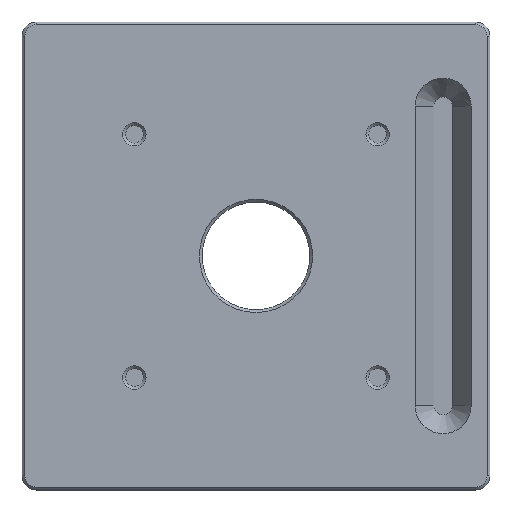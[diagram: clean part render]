
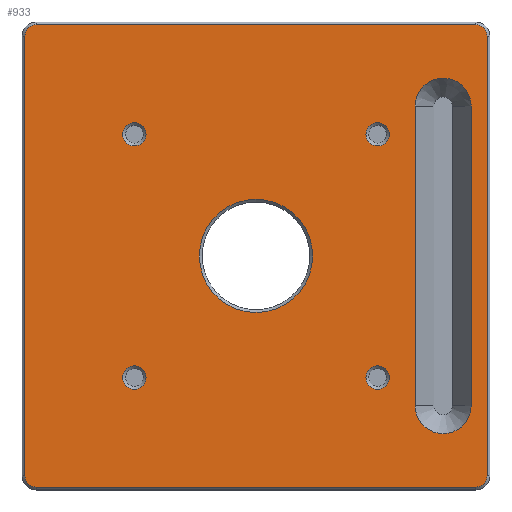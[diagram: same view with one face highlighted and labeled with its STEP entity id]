
A CAD part, top view. The second image highlights one B-rep face of the part: STEP entity #933.
In plain terms, the highlighted planar face has unit normal (0, 0, 1).
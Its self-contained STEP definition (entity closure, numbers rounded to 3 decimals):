
#48=FACE_BOUND('',#252,.T.);
#49=FACE_BOUND('',#253,.T.);
#50=FACE_BOUND('',#254,.T.);
#51=FACE_BOUND('',#255,.T.);
#52=FACE_BOUND('',#256,.T.);
#53=FACE_BOUND('',#257,.T.);
#54=CIRCLE('',#977,3.);
#56=CIRCLE('',#980,3.);
#94=CIRCLE('',#1054,1.25);
#96=CIRCLE('',#1057,1.2);
#97=CIRCLE('',#1058,1.2);
#98=CIRCLE('',#1059,1.2);
#99=CIRCLE('',#1060,1.2);
#100=CIRCLE('',#1061,1.25);
#101=CIRCLE('',#1062,1.25);
#102=CIRCLE('',#1063,6.05);
#103=CIRCLE('',#1064,1.25);
#175=FACE_OUTER_BOUND('',#251,.T.);
#251=EDGE_LOOP('',(#759,#760,#761,#762,#763,#764,#765,#766));
#252=EDGE_LOOP('',(#767));
#253=EDGE_LOOP('',(#768));
#254=EDGE_LOOP('',(#769,#770,#771,#772));
#255=EDGE_LOOP('',(#773));
#256=EDGE_LOOP('',(#774));
#257=EDGE_LOOP('',(#775));
#285=LINE('',#1435,#350);
#290=LINE('',#1452,#355);
#323=LINE('',#1606,#388);
#324=LINE('',#1610,#389);
#325=LINE('',#1614,#390);
#326=LINE('',#1618,#391);
#350=VECTOR('',#1110,10.);
#355=VECTOR('',#1129,10.);
#388=VECTOR('',#1310,10.);
#389=VECTOR('',#1313,10.);
#390=VECTOR('',#1316,10.);
#391=VECTOR('',#1319,10.);
#415=VERTEX_POINT('',#1432);
#416=VERTEX_POINT('',#1434);
#418=VERTEX_POINT('',#1440);
#421=VERTEX_POINT('',#1447);
#465=VERTEX_POINT('',#1598);
#467=VERTEX_POINT('',#1604);
#468=VERTEX_POINT('',#1605);
#469=VERTEX_POINT('',#1607);
#470=VERTEX_POINT('',#1609);
#471=VERTEX_POINT('',#1611);
#472=VERTEX_POINT('',#1613);
#473=VERTEX_POINT('',#1615);
#474=VERTEX_POINT('',#1617);
#475=VERTEX_POINT('',#1620);
#476=VERTEX_POINT('',#1622);
#477=VERTEX_POINT('',#1624);
#478=VERTEX_POINT('',#1626);
#491=EDGE_CURVE('',#416,#415,#285,.T.);
#494=EDGE_CURVE('',#418,#416,#54,.T.);
#498=EDGE_CURVE('',#415,#421,#56,.T.);
#500=EDGE_CURVE('',#421,#418,#290,.T.);
#568=EDGE_CURVE('',#465,#465,#94,.T.);
#571=EDGE_CURVE('',#467,#468,#323,.T.);
#572=EDGE_CURVE('',#469,#467,#96,.T.);
#573=EDGE_CURVE('',#470,#469,#324,.T.);
#574=EDGE_CURVE('',#471,#470,#97,.T.);
#575=EDGE_CURVE('',#472,#471,#325,.T.);
#576=EDGE_CURVE('',#473,#472,#98,.T.);
#577=EDGE_CURVE('',#474,#473,#326,.T.);
#578=EDGE_CURVE('',#468,#474,#99,.T.);
#579=EDGE_CURVE('',#475,#475,#100,.T.);
#580=EDGE_CURVE('',#476,#476,#101,.T.);
#581=EDGE_CURVE('',#477,#477,#102,.T.);
#582=EDGE_CURVE('',#478,#478,#103,.T.);
#759=ORIENTED_EDGE('',*,*,#571,.F.);
#760=ORIENTED_EDGE('',*,*,#572,.F.);
#761=ORIENTED_EDGE('',*,*,#573,.F.);
#762=ORIENTED_EDGE('',*,*,#574,.F.);
#763=ORIENTED_EDGE('',*,*,#575,.F.);
#764=ORIENTED_EDGE('',*,*,#576,.F.);
#765=ORIENTED_EDGE('',*,*,#577,.F.);
#766=ORIENTED_EDGE('',*,*,#578,.F.);
#767=ORIENTED_EDGE('',*,*,#579,.F.);
#768=ORIENTED_EDGE('',*,*,#580,.F.);
#769=ORIENTED_EDGE('',*,*,#494,.T.);
#770=ORIENTED_EDGE('',*,*,#491,.T.);
#771=ORIENTED_EDGE('',*,*,#498,.T.);
#772=ORIENTED_EDGE('',*,*,#500,.T.);
#773=ORIENTED_EDGE('',*,*,#581,.F.);
#774=ORIENTED_EDGE('',*,*,#582,.F.);
#775=ORIENTED_EDGE('',*,*,#568,.F.);
#883=PLANE('',#1056);
#933=ADVANCED_FACE('',(#175,#48,#49,#50,#51,#52,#53),#883,.T.);
#977=AXIS2_PLACEMENT_3D('',#1441,#1115,#1116);
#980=AXIS2_PLACEMENT_3D('',#1449,#1123,#1124);
#1054=AXIS2_PLACEMENT_3D('',#1599,#1303,#1304);
#1056=AXIS2_PLACEMENT_3D('',#1603,#1308,#1309);
#1057=AXIS2_PLACEMENT_3D('',#1608,#1311,#1312);
#1058=AXIS2_PLACEMENT_3D('',#1612,#1314,#1315);
#1059=AXIS2_PLACEMENT_3D('',#1616,#1317,#1318);
#1060=AXIS2_PLACEMENT_3D('',#1619,#1320,#1321);
#1061=AXIS2_PLACEMENT_3D('',#1621,#1322,#1323);
#1062=AXIS2_PLACEMENT_3D('',#1623,#1324,#1325);
#1063=AXIS2_PLACEMENT_3D('',#1625,#1326,#1327);
#1064=AXIS2_PLACEMENT_3D('',#1627,#1328,#1329);
#1110=DIRECTION('',(0.,1.,0.));
#1115=DIRECTION('center_axis',(0.,0.,-1.));
#1116=DIRECTION('ref_axis',(-1.,0.,0.));
#1123=DIRECTION('center_axis',(0.,0.,-1.));
#1124=DIRECTION('ref_axis',(1.,0.,0.));
#1129=DIRECTION('',(0.,-1.,0.));
#1303=DIRECTION('center_axis',(0.,0.,1.));
#1304=DIRECTION('ref_axis',(1.,0.,0.));
#1308=DIRECTION('center_axis',(0.,0.,1.));
#1309=DIRECTION('ref_axis',(1.,0.,0.));
#1310=DIRECTION('',(-1.,0.,0.));
#1311=DIRECTION('center_axis',(0.,0.,-1.));
#1312=DIRECTION('ref_axis',(0.,-1.,0.));
#1313=DIRECTION('',(0.,-1.,0.));
#1314=DIRECTION('center_axis',(0.,0.,-1.));
#1315=DIRECTION('ref_axis',(1.,0.,0.));
#1316=DIRECTION('',(1.,0.,0.));
#1317=DIRECTION('center_axis',(0.,0.,-1.));
#1318=DIRECTION('ref_axis',(0.,1.,0.));
#1319=DIRECTION('',(0.,1.,0.));
#1320=DIRECTION('center_axis',(0.,0.,-1.));
#1321=DIRECTION('ref_axis',(-1.,0.,0.));
#1322=DIRECTION('center_axis',(0.,0.,1.));
#1323=DIRECTION('ref_axis',(1.,0.,0.));
#1324=DIRECTION('center_axis',(0.,0.,1.));
#1325=DIRECTION('ref_axis',(1.,0.,0.));
#1326=DIRECTION('center_axis',(0.,0.,1.));
#1327=DIRECTION('ref_axis',(1.,0.,0.));
#1328=DIRECTION('center_axis',(0.,0.,1.));
#1329=DIRECTION('ref_axis',(1.,0.,0.));
#1432=CARTESIAN_POINT('',(42.,41.,10.));
#1434=CARTESIAN_POINT('',(42.,9.,10.));
#1435=CARTESIAN_POINT('',(42.,17.,10.));
#1440=CARTESIAN_POINT('',(48.,9.,10.));
#1441=CARTESIAN_POINT('Origin',(45.,9.,10.));
#1447=CARTESIAN_POINT('',(48.,41.,10.));
#1449=CARTESIAN_POINT('Origin',(45.,41.,10.));
#1452=CARTESIAN_POINT('',(48.,33.,10.));
#1598=CARTESIAN_POINT('',(36.75,12.,10.));
#1599=CARTESIAN_POINT('Origin',(38.,12.,10.));
#1603=CARTESIAN_POINT('Origin',(25.,25.,10.));
#1604=CARTESIAN_POINT('',(48.5,0.3,10.));
#1605=CARTESIAN_POINT('',(1.5,0.3,10.));
#1606=CARTESIAN_POINT('',(13.25,0.3,10.));
#1607=CARTESIAN_POINT('',(49.7,1.5,10.));
#1608=CARTESIAN_POINT('Origin',(48.5,1.5,10.));
#1609=CARTESIAN_POINT('',(49.7,48.5,10.));
#1610=CARTESIAN_POINT('',(49.7,13.25,10.));
#1611=CARTESIAN_POINT('',(48.5,49.7,10.));
#1612=CARTESIAN_POINT('Origin',(48.5,48.5,10.));
#1613=CARTESIAN_POINT('',(1.5,49.7,10.));
#1614=CARTESIAN_POINT('',(36.75,49.7,10.));
#1615=CARTESIAN_POINT('',(0.3,48.5,10.));
#1616=CARTESIAN_POINT('Origin',(1.5,48.5,10.));
#1617=CARTESIAN_POINT('',(0.3,1.5,10.));
#1618=CARTESIAN_POINT('',(0.3,36.75,10.));
#1619=CARTESIAN_POINT('Origin',(1.5,1.5,10.));
#1620=CARTESIAN_POINT('',(36.75,38.,10.));
#1621=CARTESIAN_POINT('Origin',(38.,38.,10.));
#1622=CARTESIAN_POINT('',(10.75,12.,10.));
#1623=CARTESIAN_POINT('Origin',(12.,12.,10.));
#1624=CARTESIAN_POINT('',(18.95,25.,10.));
#1625=CARTESIAN_POINT('Origin',(25.,25.,10.));
#1626=CARTESIAN_POINT('',(10.75,38.,10.));
#1627=CARTESIAN_POINT('Origin',(12.,38.,10.));
